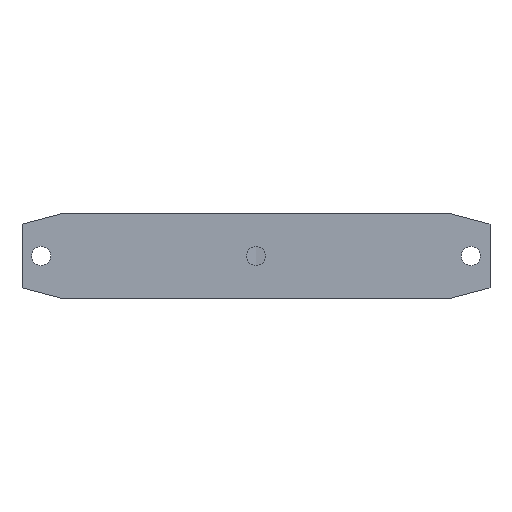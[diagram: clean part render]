
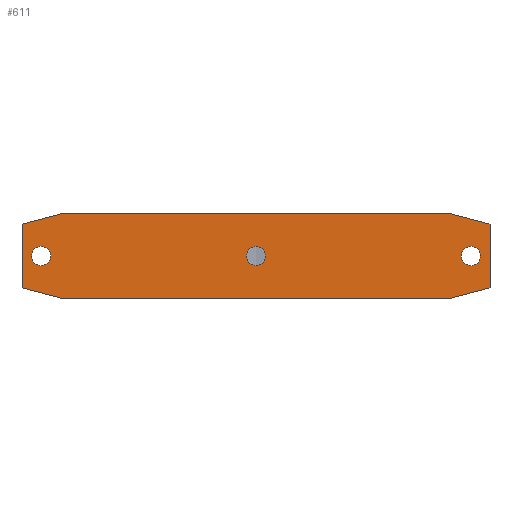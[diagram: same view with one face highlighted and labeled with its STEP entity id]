
A CAD part, front view. The second image highlights one B-rep face of the part: STEP entity #611.
In plain terms, the highlighted planar face has unit normal (0, -1, 0).
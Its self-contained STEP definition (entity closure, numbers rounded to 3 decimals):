
#136 = VERTEX_POINT ( 'NONE', #1377 ) ;
#138 = EDGE_CURVE ( 'NONE', #136, #139, #1376, .T. ) ;
#139 = VERTEX_POINT ( 'NONE', #1371 ) ;
#150 = VERTEX_POINT ( 'NONE', #1447 ) ;
#152 = EDGE_CURVE ( 'NONE', #150, #153, #1446, .T. ) ;
#153 = VERTEX_POINT ( 'NONE', #1441 ) ;
#185 = VERTEX_POINT ( 'NONE', #1516 ) ;
#187 = EDGE_CURVE ( 'NONE', #185, #188, #1515, .T. ) ;
#188 = VERTEX_POINT ( 'NONE', #1557 ) ;
#536 = EDGE_LOOP ( 'NONE', ( #537, #539 ) ) ;
#537 = ORIENTED_EDGE ( 'NONE', *, *, #538, .F. ) ;
#538 = EDGE_CURVE ( 'NONE', #188, #185, #2509, .T. ) ;
#539 = ORIENTED_EDGE ( 'NONE', *, *, #187, .F. ) ;
#540 = EDGE_LOOP ( 'NONE', ( #596, #600, #603, #606, #609, #582, #585, #588 ) ) ;
#581 = EDGE_CURVE ( 'NONE', #610, #608, #2592, .T. ) ;
#582 = ORIENTED_EDGE ( 'NONE', *, *, #583, .T. ) ;
#583 = EDGE_CURVE ( 'NONE', #610, #584, #2588, .T. ) ;
#584 = VERTEX_POINT ( 'NONE', #2584 ) ;
#585 = ORIENTED_EDGE ( 'NONE', *, *, #586, .T. ) ;
#586 = EDGE_CURVE ( 'NONE', #584, #587, #2583, .T. ) ;
#587 = VERTEX_POINT ( 'NONE', #2579 ) ;
#588 = ORIENTED_EDGE ( 'NONE', *, *, #589, .T. ) ;
#589 = EDGE_CURVE ( 'NONE', #587, #598, #2577, .T. ) ;
#596 = ORIENTED_EDGE ( 'NONE', *, *, #597, .T. ) ;
#597 = EDGE_CURVE ( 'NONE', #598, #599, #2663, .T. ) ;
#598 = VERTEX_POINT ( 'NONE', #2659 ) ;
#599 = VERTEX_POINT ( 'NONE', #2658 ) ;
#600 = ORIENTED_EDGE ( 'NONE', *, *, #601, .T. ) ;
#601 = EDGE_CURVE ( 'NONE', #599, #602, #2657, .T. ) ;
#602 = VERTEX_POINT ( 'NONE', #2653 ) ;
#603 = ORIENTED_EDGE ( 'NONE', *, *, #604, .T. ) ;
#604 = EDGE_CURVE ( 'NONE', #602, #605, #2652, .T. ) ;
#605 = VERTEX_POINT ( 'NONE', #2648 ) ;
#606 = ORIENTED_EDGE ( 'NONE', *, *, #607, .T. ) ;
#607 = EDGE_CURVE ( 'NONE', #605, #608, #2647, .T. ) ;
#608 = VERTEX_POINT ( 'NONE', #2643 ) ;
#609 = ORIENTED_EDGE ( 'NONE', *, *, #581, .F. ) ;
#610 = VERTEX_POINT ( 'NONE', #2642 ) ;
#611 = ADVANCED_FACE ( 'NONE', ( #2641, #2640, #2639, #2638 ), #2690, .F. ) ;
#612 = EDGE_LOOP ( 'NONE', ( #613, #615 ) ) ;
#613 = ORIENTED_EDGE ( 'NONE', *, *, #614, .F. ) ;
#614 = EDGE_CURVE ( 'NONE', #139, #136, #2684, .T. ) ;
#615 = ORIENTED_EDGE ( 'NONE', *, *, #138, .F. ) ;
#616 = EDGE_LOOP ( 'NONE', ( #617, #619 ) ) ;
#617 = ORIENTED_EDGE ( 'NONE', *, *, #618, .F. ) ;
#618 = EDGE_CURVE ( 'NONE', #153, #150, #2679, .T. ) ;
#619 = ORIENTED_EDGE ( 'NONE', *, *, #152, .F. ) ;
#1371 = CARTESIAN_POINT ( 'NONE',  ( 196.5, 0., 0. ) ) ;
#1372 = DIRECTION ( 'NONE',  ( 1., 0., 0. ) ) ;
#1373 = DIRECTION ( 'NONE',  ( 0., -1., 0. ) ) ;
#1374 = CARTESIAN_POINT ( 'NONE',  ( 192., 0., 0. ) ) ;
#1375 = AXIS2_PLACEMENT_3D ( 'NONE', #1374, #1373, #1372 ) ;
#1376 = CIRCLE ( 'NONE', #1375, 4.5 ) ;
#1377 = CARTESIAN_POINT ( 'NONE',  ( 187.5, 0., 0. ) ) ;
#1441 = CARTESIAN_POINT ( 'NONE',  ( -5.5, 0., 0. ) ) ;
#1442 = DIRECTION ( 'NONE',  ( 1., 0., 0. ) ) ;
#1443 = DIRECTION ( 'NONE',  ( 0., -1., 0. ) ) ;
#1444 = CARTESIAN_POINT ( 'NONE',  ( -10., 0., 0. ) ) ;
#1445 = AXIS2_PLACEMENT_3D ( 'NONE', #1444, #1443, #1442 ) ;
#1446 = CIRCLE ( 'NONE', #1445, 4.5 ) ;
#1447 = CARTESIAN_POINT ( 'NONE',  ( -14.5, 0., 0. ) ) ;
#1512 = DIRECTION ( 'NONE',  ( 0., -1., 0. ) ) ;
#1513 = CARTESIAN_POINT ( 'NONE',  ( 91., 0., 0. ) ) ;
#1514 = AXIS2_PLACEMENT_3D ( 'NONE', #1513, #1512, #1558 ) ;
#1515 = CIRCLE ( 'NONE', #1514, 4.5 ) ;
#1516 = CARTESIAN_POINT ( 'NONE',  ( 86.5, 0., 0. ) ) ;
#1557 = CARTESIAN_POINT ( 'NONE',  ( 95.5, 0., 0. ) ) ;
#1558 = DIRECTION ( 'NONE',  ( 1., 0., 0. ) ) ;
#2505 = DIRECTION ( 'NONE',  ( 1., 0., 0. ) ) ;
#2506 = DIRECTION ( 'NONE',  ( 0., -1., 0. ) ) ;
#2507 = CARTESIAN_POINT ( 'NONE',  ( 91., 0., 0. ) ) ;
#2508 = AXIS2_PLACEMENT_3D ( 'NONE', #2507, #2506, #2505 ) ;
#2509 = CIRCLE ( 'NONE', #2508, 4.5 ) ;
#2574 = DIRECTION ( 'NONE',  ( 0.967, 0., -0.254 ) ) ;
#2575 = VECTOR ( 'NONE', #2574, 1000. ) ;
#2576 = CARTESIAN_POINT ( 'NONE',  ( -19., 0., -15. ) ) ;
#2577 = LINE ( 'NONE', #2576, #2575 ) ;
#2579 = CARTESIAN_POINT ( 'NONE',  ( -19., 0., -15. ) ) ;
#2580 = DIRECTION ( 'NONE',  ( 0., 0., -1. ) ) ;
#2581 = VECTOR ( 'NONE', #2580, 1000. ) ;
#2582 = CARTESIAN_POINT ( 'NONE',  ( -19., 0., 15. ) ) ;
#2583 = LINE ( 'NONE', #2582, #2581 ) ;
#2584 = CARTESIAN_POINT ( 'NONE',  ( -19., 0., 15. ) ) ;
#2585 = DIRECTION ( 'NONE',  ( -0.967, 0., -0.254 ) ) ;
#2586 = VECTOR ( 'NONE', #2585, 1000. ) ;
#2587 = CARTESIAN_POINT ( 'NONE',  ( 0., 0., 20. ) ) ;
#2588 = LINE ( 'NONE', #2587, #2586 ) ;
#2589 = DIRECTION ( 'NONE',  ( 1., 0., 0. ) ) ;
#2590 = VECTOR ( 'NONE', #2589, 1000. ) ;
#2591 = CARTESIAN_POINT ( 'NONE',  ( 0., 0., 20. ) ) ;
#2592 = LINE ( 'NONE', #2591, #2590 ) ;
#2638 = FACE_OUTER_BOUND ( 'NONE', #540, .T. ) ;
#2639 = FACE_BOUND ( 'NONE', #536, .T. ) ;
#2640 = FACE_BOUND ( 'NONE', #616, .T. ) ;
#2641 = FACE_BOUND ( 'NONE', #612, .T. ) ;
#2642 = CARTESIAN_POINT ( 'NONE',  ( 0., 0., 20. ) ) ;
#2643 = CARTESIAN_POINT ( 'NONE',  ( 182., 0., 20. ) ) ;
#2644 = DIRECTION ( 'NONE',  ( -0.967, 0., 0.254 ) ) ;
#2645 = VECTOR ( 'NONE', #2644, 1000. ) ;
#2646 = CARTESIAN_POINT ( 'NONE',  ( 182., 0., 20. ) ) ;
#2647 = LINE ( 'NONE', #2646, #2645 ) ;
#2648 = CARTESIAN_POINT ( 'NONE',  ( 201., 0., 15. ) ) ;
#2649 = DIRECTION ( 'NONE',  ( 0., 0., 1. ) ) ;
#2650 = VECTOR ( 'NONE', #2649, 1000. ) ;
#2651 = CARTESIAN_POINT ( 'NONE',  ( 201., 0., 15. ) ) ;
#2652 = LINE ( 'NONE', #2651, #2650 ) ;
#2653 = CARTESIAN_POINT ( 'NONE',  ( 201., 0., -15. ) ) ;
#2654 = DIRECTION ( 'NONE',  ( 0.967, 0., 0.254 ) ) ;
#2655 = VECTOR ( 'NONE', #2654, 1000. ) ;
#2656 = CARTESIAN_POINT ( 'NONE',  ( 201., 0., -15. ) ) ;
#2657 = LINE ( 'NONE', #2656, #2655 ) ;
#2658 = CARTESIAN_POINT ( 'NONE',  ( 182., 0., -20. ) ) ;
#2659 = CARTESIAN_POINT ( 'NONE',  ( 0., 0., -20. ) ) ;
#2660 = DIRECTION ( 'NONE',  ( 1., 0., 0. ) ) ;
#2661 = VECTOR ( 'NONE', #2660, 1000. ) ;
#2662 = CARTESIAN_POINT ( 'NONE',  ( 0., 0., -20. ) ) ;
#2663 = LINE ( 'NONE', #2662, #2661 ) ;
#2675 = DIRECTION ( 'NONE',  ( 1., 0., 0. ) ) ;
#2676 = DIRECTION ( 'NONE',  ( 0., -1., 0. ) ) ;
#2677 = CARTESIAN_POINT ( 'NONE',  ( -10., 0., 0. ) ) ;
#2678 = AXIS2_PLACEMENT_3D ( 'NONE', #2677, #2676, #2675 ) ;
#2679 = CIRCLE ( 'NONE', #2678, 4.5 ) ;
#2681 = DIRECTION ( 'NONE',  ( 1., 0., 0. ) ) ;
#2682 = DIRECTION ( 'NONE',  ( 0., -1., 0. ) ) ;
#2683 = AXIS2_PLACEMENT_3D ( 'NONE', #2689, #2682, #2681 ) ;
#2684 = CIRCLE ( 'NONE', #2683, 4.5 ) ;
#2685 = DIRECTION ( 'NONE',  ( -1., 0., 0. ) ) ;
#2686 = DIRECTION ( 'NONE',  ( 0., 1., 0. ) ) ;
#2687 = CARTESIAN_POINT ( 'NONE',  ( 0., 0., 20. ) ) ;
#2688 = AXIS2_PLACEMENT_3D ( 'NONE', #2687, #2686, #2685 ) ;
#2689 = CARTESIAN_POINT ( 'NONE',  ( 192., 0., 0. ) ) ;
#2690 = PLANE ( 'NONE',  #2688 ) ;
